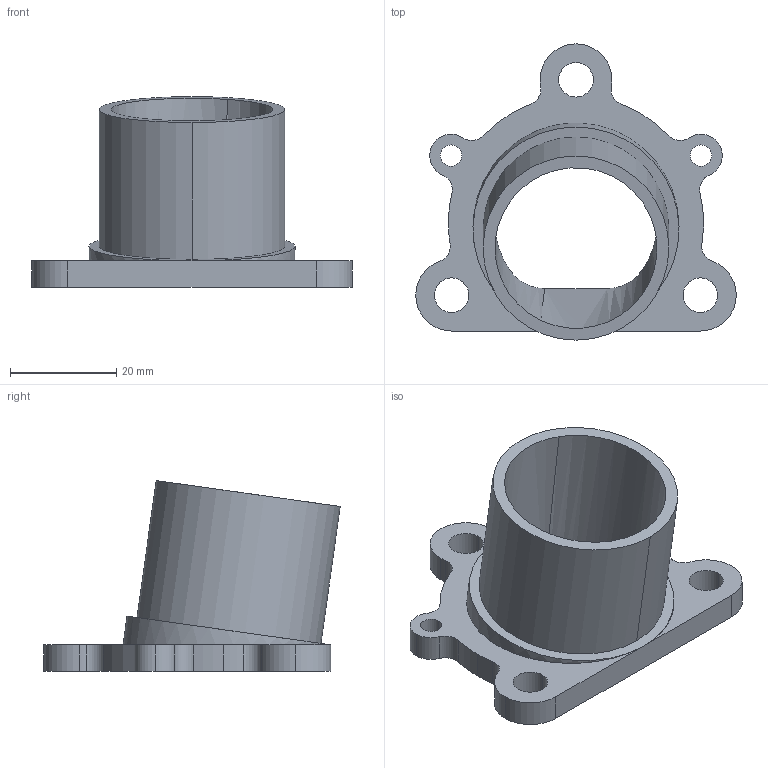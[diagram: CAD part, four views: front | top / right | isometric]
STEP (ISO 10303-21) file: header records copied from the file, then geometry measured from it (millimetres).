
FILE_DESCRIPTION (( 'STEP AP214' ), '1' );
FILE_NAME ('Venturi R&D V1.STEP', '2023-01-25T12:30:17', ( '' ), ( '' ), 'SwSTEP 2.0', 'SolidWorks 2020', '' );
FILE_SCHEMA (( 'AUTOMOTIVE_DESIGN' ));
Length unit declared in the file: millimetre
Products named in the file (1): Venturi R&D V1
Bounding box: 60.27 x 55.75 x 35.87 mm (x, y, z)
Volume: 15452 mm3; surface area: 10615.5 mm2
Topology: 1 solids, 1 shells, 45 faces, 130 edges, 88 vertices
Faces by surface type: cylinder 38, plane 5, bspline 2
Entity records: 1758 total; most frequent: CARTESIAN_POINT 438, DIRECTION 298, ORIENTED_EDGE 260, EDGE_CURVE 130, AXIS2_PLACEMENT_3D 127, VERTEX_POINT 88, CIRCLE 83, EDGE_LOOP 58
